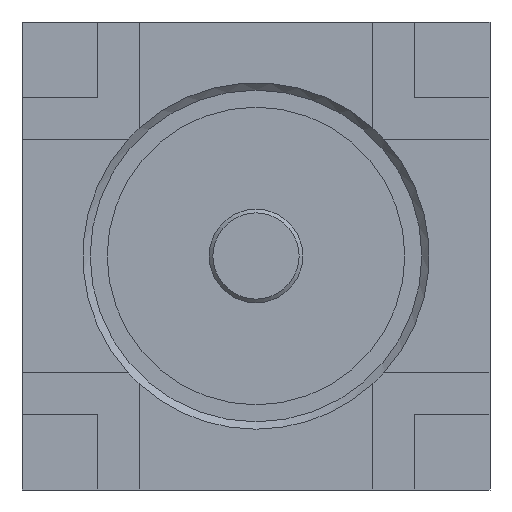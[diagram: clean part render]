
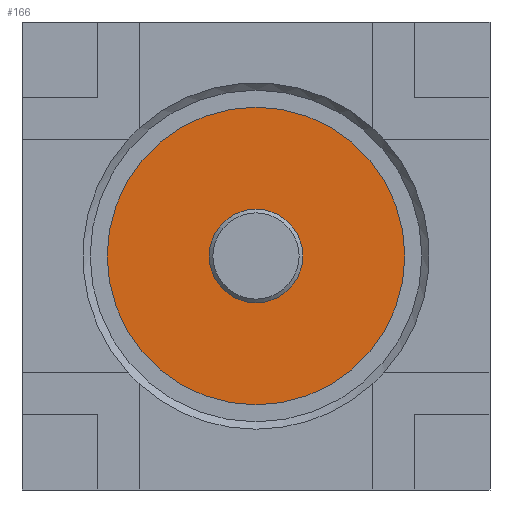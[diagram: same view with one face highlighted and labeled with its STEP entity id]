
A CAD part, front view. The second image highlights one B-rep face of the part: STEP entity #166.
In plain terms, the highlighted planar face has unit normal (0, -1, 0).
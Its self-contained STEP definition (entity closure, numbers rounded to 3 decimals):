
#166 = ADVANCED_FACE( '', ( #366, #367 ), #368, .T. );
#366 = FACE_BOUND( '', #595, .T. );
#367 = FACE_OUTER_BOUND( '', #596, .T. );
#368 = PLANE( '', #597 );
#595 = EDGE_LOOP( '', ( #1007 ) );
#596 = EDGE_LOOP( '', ( #1008 ) );
#597 = AXIS2_PLACEMENT_3D( '', #1009, #1010, #1011 );
#1007 = ORIENTED_EDGE( '', *, *, #1258, .F. );
#1008 = ORIENTED_EDGE( '', *, *, #1341, .F. );
#1009 = CARTESIAN_POINT( '', ( 1.585, -1.02, 3.175 ) );
#1010 = DIRECTION( '', ( 0., -1., 0. ) );
#1011 = DIRECTION( '', ( 0., 0., -1. ) );
#1258 = EDGE_CURVE( '', #1483, #1483, #1484, .T. );
#1341 = EDGE_CURVE( '', #1610, #1610, #1611, .F. );
#1483 = VERTEX_POINT( '', #1789 );
#1484 = CIRCLE( '', #1790, 0.635 );
#1610 = VERTEX_POINT( '', #1962 );
#1611 = CIRCLE( '', #1963, 2.019 );
#1789 = CARTESIAN_POINT( '', ( 0., -1.02, -0.635 ) );
#1790 = AXIS2_PLACEMENT_3D( '', #2162, #2163, #2164 );
#1962 = CARTESIAN_POINT( '', ( 0., -1.02, -2.019 ) );
#1963 = AXIS2_PLACEMENT_3D( '', #2253, #2254, #2255 );
#2162 = CARTESIAN_POINT( '', ( 0., -1.02, 0. ) );
#2163 = DIRECTION( '', ( 0., -1., 0. ) );
#2164 = DIRECTION( '', ( 0., 0., -1. ) );
#2253 = CARTESIAN_POINT( '', ( 0., -1.02, 0. ) );
#2254 = DIRECTION( '', ( 0., -1., 0. ) );
#2255 = DIRECTION( '', ( 0., 0., -1. ) );
